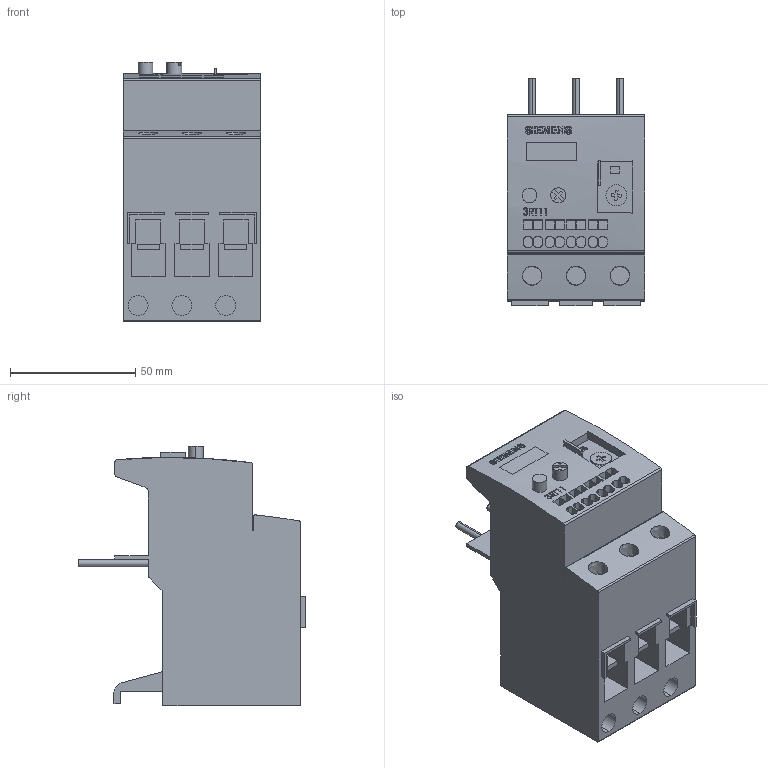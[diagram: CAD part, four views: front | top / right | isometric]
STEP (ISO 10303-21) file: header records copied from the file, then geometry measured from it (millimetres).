
FILE_DESCRIPTION (( 'STEP AP214' ), '1' );
FILE_NAME ('z_6520001_00_000.STEP', '2006-02-01T14:19:45', ( 'CAT' ), ( 'Siemens AG' ), 'SwSTEP 2.0', 'SolidWorks 2005313', '' );
FILE_SCHEMA (( 'AUTOMOTIVE_DESIGN' ));
Length unit declared in the file: millimetre
Products named in the file (1): z_6520001_00_000
Bounding box: 54.8 x 90.8 x 103.5 mm (x, y, z)
Volume: 277405.4 mm3; surface area: 43031.4 mm2
Topology: 16 solids, 16 shells, 466 faces, 1182 edges, 788 vertices
Faces by surface type: plane 336, cylinder 65, bspline 65
Entity records: 22287 total; most frequent: CARTESIAN_POINT 8176, ORIENTED_EDGE 2364, DIRECTION 1881, EDGE_CURVE 1182, VERTEX_POINT 788, LINE 761, VECTOR 761, AXIS2_PLACEMENT_3D 560
